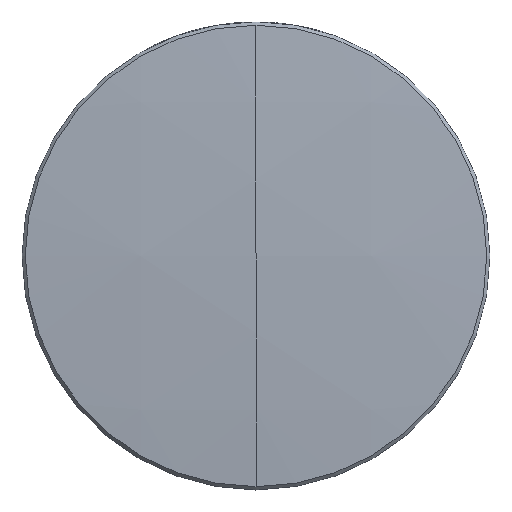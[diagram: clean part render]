
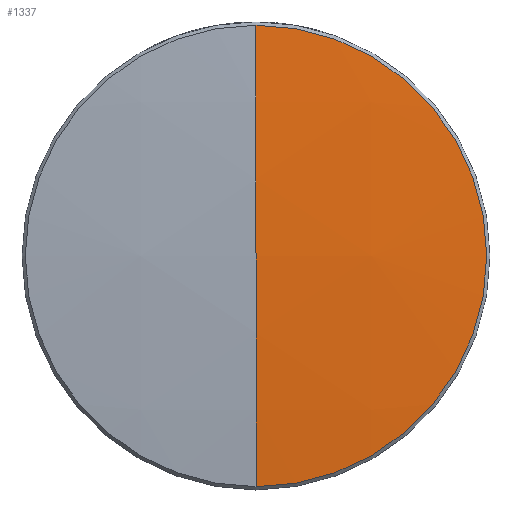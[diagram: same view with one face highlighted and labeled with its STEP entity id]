
A CAD part, top view. The second image highlights one B-rep face of the part: STEP entity #1337.
In plain terms, the highlighted spherical face has radius 154.52 mm.
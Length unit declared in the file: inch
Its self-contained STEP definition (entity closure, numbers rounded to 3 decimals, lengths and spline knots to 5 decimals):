
#102 = AXIS2_PLACEMENT_3D ( 'NONE', #2152, #1724, #1707 ) ;
#203 = DIRECTION ( 'NONE',  ( 0., -1., 0. ) ) ;
#274 = DIRECTION ( 'NONE',  ( 0., 0., 1. ) ) ;
#277 = AXIS2_PLACEMENT_3D ( 'NONE', #1468, #1436, #880 ) ;
#304 = DIRECTION ( 'NONE',  ( 1., 0., 0. ) ) ;
#343 = FACE_OUTER_BOUND ( 'NONE', #857, .T. ) ;
#477 = CARTESIAN_POINT ( 'NONE',  ( 0., 0.49304, 0.02959 ) ) ;
#709 = VERTEX_POINT ( 'NONE', #1913 ) ;
#766 = CARTESIAN_POINT ( 'NONE',  ( 0., -0.49304, 0.02959 ) ) ;
#767 = VERTEX_POINT ( 'NONE', #766 ) ;
#857 = EDGE_LOOP ( 'NONE', ( #1885, #1432, #1623, #893 ) ) ;
#880 = DIRECTION ( 'NONE',  ( 0., -1., 0. ) ) ;
#889 = DIRECTION ( 'NONE',  ( 0., 1., 0. ) ) ;
#893 = ORIENTED_EDGE ( 'NONE', *, *, #2513, .F. ) ;
#1148 = CARTESIAN_POINT ( 'NONE',  ( 0., 0., -6.03386 ) ) ;
#1176 = EDGE_CURVE ( 'NONE', #1903, #1803, #1698, .T. ) ;
#1303 = AXIS2_PLACEMENT_3D ( 'NONE', #2463, #274, #1647 ) ;
#1337 = ADVANCED_FACE ( 'NONE', ( #343 ), #2109, .T. ) ;
#1432 = ORIENTED_EDGE ( 'NONE', *, *, #1176, .T. ) ;
#1436 = DIRECTION ( 'NONE',  ( 1., 0., 0. ) ) ;
#1441 = CARTESIAN_POINT ( 'NONE',  ( 0.49304, 0., 0.02959 ) ) ;
#1468 = CARTESIAN_POINT ( 'NONE',  ( 0., 0., -6.03386 ) ) ;
#1591 = AXIS2_PLACEMENT_3D ( 'NONE', #1148, #304, #889 ) ;
#1623 = ORIENTED_EDGE ( 'NONE', *, *, #2014, .T. ) ;
#1647 = DIRECTION ( 'NONE',  ( 1., 0., 0. ) ) ;
#1698 = CIRCLE ( 'NONE', #102, 0.49304 ) ;
#1707 = DIRECTION ( 'NONE',  ( 1., 0., 0. ) ) ;
#1724 = DIRECTION ( 'NONE',  ( 0., 0., 1. ) ) ;
#1768 = EDGE_CURVE ( 'NONE', #767, #1903, #2143, .T. ) ;
#1803 = VERTEX_POINT ( 'NONE', #477 ) ;
#1854 = CIRCLE ( 'NONE', #1591, 6.08346 ) ;
#1885 = ORIENTED_EDGE ( 'NONE', *, *, #1768, .T. ) ;
#1903 = VERTEX_POINT ( 'NONE', #1441 ) ;
#1913 = CARTESIAN_POINT ( 'NONE',  ( 0., 0., 0.04961 ) ) ;
#1936 = AXIS2_PLACEMENT_3D ( 'NONE', #2363, #2193, #203 ) ;
#2014 = EDGE_CURVE ( 'NONE', #1803, #709, #1854, .T. ) ;
#2109 = SPHERICAL_SURFACE ( 'NONE', #277, 6.08346 ) ;
#2143 = CIRCLE ( 'NONE', #1303, 0.49304 ) ;
#2152 = CARTESIAN_POINT ( 'NONE',  ( 0., 0., 0.02959 ) ) ;
#2193 = DIRECTION ( 'NONE',  ( -1., 0., 0. ) ) ;
#2363 = CARTESIAN_POINT ( 'NONE',  ( 0., 0., -6.03386 ) ) ;
#2463 = CARTESIAN_POINT ( 'NONE',  ( 0., 0., 0.02959 ) ) ;
#2513 = EDGE_CURVE ( 'NONE', #767, #709, #2522, .T. ) ;
#2522 = CIRCLE ( 'NONE', #1936, 6.08346 ) ;
